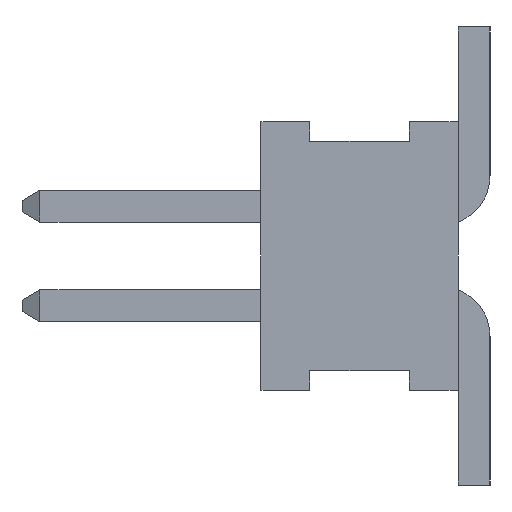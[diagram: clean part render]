
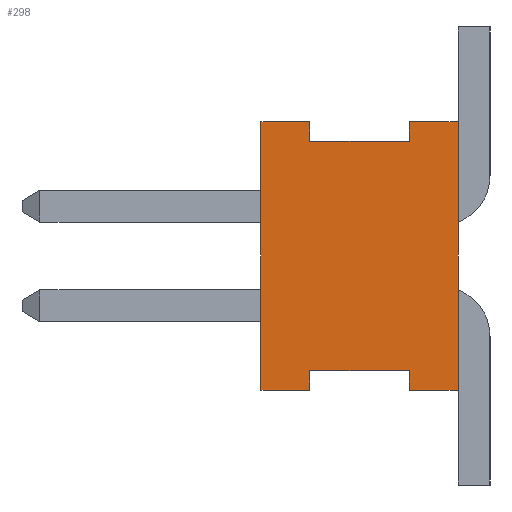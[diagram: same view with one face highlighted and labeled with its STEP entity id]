
A CAD part, left-side view. The second image highlights one B-rep face of the part: STEP entity #298.
In plain terms, the highlighted planar face has unit normal (-1, 0, 0).
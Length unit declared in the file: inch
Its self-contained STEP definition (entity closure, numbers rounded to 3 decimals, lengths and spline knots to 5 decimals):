
#298 = ADVANCED_FACE( '', ( #848 ), #849, .F. );
#848 = FACE_OUTER_BOUND( '', #1721, .T. );
#849 = PLANE( '', #1722 );
#1721 = EDGE_LOOP( '', ( #3181, #3182, #3183, #3184, #3185, #3186, #3187, #3188, #3189, #3190, #3191, #3192 ) );
#1722 = AXIS2_PLACEMENT_3D( '', #3193, #3194, #3195 );
#3181 = ORIENTED_EDGE( '', *, *, #6026, .F. );
#3182 = ORIENTED_EDGE( '', *, *, #6029, .F. );
#3183 = ORIENTED_EDGE( '', *, *, #5928, .T. );
#3184 = ORIENTED_EDGE( '', *, *, #6116, .T. );
#3185 = ORIENTED_EDGE( '', *, *, #5934, .F. );
#3186 = ORIENTED_EDGE( '', *, *, #6035, .F. );
#3187 = ORIENTED_EDGE( '', *, *, #6038, .F. );
#3188 = ORIENTED_EDGE( '', *, *, #6031, .F. );
#3189 = ORIENTED_EDGE( '', *, *, #6192, .F. );
#3190 = ORIENTED_EDGE( '', *, *, #6017, .F. );
#3191 = ORIENTED_EDGE( '', *, *, #5938, .T. );
#3192 = ORIENTED_EDGE( '', *, *, #6023, .F. );
#3193 = CARTESIAN_POINT( '', ( -0.25, 0.099, -0.0675 ) );
#3194 = DIRECTION( '', ( 1., 0., 0. ) );
#3195 = DIRECTION( '', ( 0., 0., -1. ) );
#5928 = EDGE_CURVE( '', #7088, #7089, #7090, .T. );
#5934 = EDGE_CURVE( '', #7099, #7101, #7102, .T. );
#5938 = EDGE_CURVE( '', #7109, #7107, #7110, .T. );
#6017 = EDGE_CURVE( '', #7109, #7264, #7265, .T. );
#6023 = EDGE_CURVE( '', #7274, #7107, #7275, .T. );
#6026 = EDGE_CURVE( '', #7279, #7274, #7280, .T. );
#6029 = EDGE_CURVE( '', #7088, #7279, #7284, .T. );
#6031 = EDGE_CURVE( '', #7286, #7287, #7288, .T. );
#6035 = EDGE_CURVE( '', #7294, #7099, #7295, .T. );
#6038 = EDGE_CURVE( '', #7287, #7294, #7299, .T. );
#6116 = EDGE_CURVE( '', #7089, #7101, #7450, .T. );
#6192 = EDGE_CURVE( '', #7264, #7286, #7526, .T. );
#7088 = VERTEX_POINT( '', #8989 );
#7089 = VERTEX_POINT( '', #8990 );
#7090 = LINE( '', #8991, #8992 );
#7099 = VERTEX_POINT( '', #9005 );
#7101 = VERTEX_POINT( '', #9008 );
#7102 = LINE( '', #9009, #9010 );
#7107 = VERTEX_POINT( '', #9017 );
#7109 = VERTEX_POINT( '', #9020 );
#7110 = LINE( '', #9021, #9022 );
#7264 = VERTEX_POINT( '', #9254 );
#7265 = LINE( '', #9255, #9256 );
#7274 = VERTEX_POINT( '', #9270 );
#7275 = LINE( '', #9271, #9272 );
#7279 = VERTEX_POINT( '', #9278 );
#7280 = LINE( '', #9279, #9280 );
#7284 = LINE( '', #9286, #9287 );
#7286 = VERTEX_POINT( '', #9290 );
#7287 = VERTEX_POINT( '', #9291 );
#7288 = LINE( '', #9292, #9293 );
#7294 = VERTEX_POINT( '', #9302 );
#7295 = LINE( '', #9303, #9304 );
#7299 = LINE( '', #9310, #9311 );
#7450 = LINE( '', #9539, #9540 );
#7526 = LINE( '', #9691, #9692 );
#8989 = CARTESIAN_POINT( '', ( -0.25, 0.0245, -0.0675 ) );
#8990 = CARTESIAN_POINT( '', ( -0.25, 0., -0.0675 ) );
#8991 = CARTESIAN_POINT( '', ( -0.25, 0.099, -0.0675 ) );
#8992 = VECTOR( '', #11968, 39.37008 );
#9005 = CARTESIAN_POINT( '', ( -0.25, 0.0245, 0.0675 ) );
#9008 = CARTESIAN_POINT( '', ( -0.25, 0., 0.0675 ) );
#9009 = CARTESIAN_POINT( '', ( -0.25, 0.099, 0.0675 ) );
#9010 = VECTOR( '', #11974, 39.37008 );
#9017 = CARTESIAN_POINT( '', ( -0.25, 0.0745, -0.0675 ) );
#9020 = CARTESIAN_POINT( '', ( -0.25, 0.099, -0.0675 ) );
#9021 = CARTESIAN_POINT( '', ( -0.25, 0.099, -0.0675 ) );
#9022 = VECTOR( '', #11978, 39.37008 );
#9254 = CARTESIAN_POINT( '', ( -0.25, 0.099, 0.0675 ) );
#9255 = CARTESIAN_POINT( '', ( -0.25, 0.099, -0.0675 ) );
#9256 = VECTOR( '', #12057, 39.37008 );
#9270 = CARTESIAN_POINT( '', ( -0.25, 0.0745, -0.0575 ) );
#9271 = CARTESIAN_POINT( '', ( -0.25, 0.0745, -0.0575 ) );
#9272 = VECTOR( '', #12063, 39.37008 );
#9278 = CARTESIAN_POINT( '', ( -0.25, 0.0245, -0.0575 ) );
#9279 = CARTESIAN_POINT( '', ( -0.25, 0.0245, -0.0575 ) );
#9280 = VECTOR( '', #12066, 39.37008 );
#9286 = CARTESIAN_POINT( '', ( -0.25, 0.0245, -0.0675 ) );
#9287 = VECTOR( '', #12069, 39.37008 );
#9290 = CARTESIAN_POINT( '', ( -0.25, 0.0745, 0.0675 ) );
#9291 = CARTESIAN_POINT( '', ( -0.25, 0.0745, 0.0575 ) );
#9292 = CARTESIAN_POINT( '', ( -0.25, 0.0745, 0.0675 ) );
#9293 = VECTOR( '', #12071, 39.37008 );
#9302 = CARTESIAN_POINT( '', ( -0.25, 0.0245, 0.0575 ) );
#9303 = CARTESIAN_POINT( '', ( -0.25, 0.0245, 0.0575 ) );
#9304 = VECTOR( '', #12075, 39.37008 );
#9310 = CARTESIAN_POINT( '', ( -0.25, 0.0745, 0.0575 ) );
#9311 = VECTOR( '', #12078, 39.37008 );
#9539 = CARTESIAN_POINT( '', ( -0.25, 0., -0.0675 ) );
#9540 = VECTOR( '', #12156, 39.37008 );
#9691 = CARTESIAN_POINT( '', ( -0.25, 0.099, 0.0675 ) );
#9692 = VECTOR( '', #12232, 39.37008 );
#11968 = DIRECTION( '', ( 0., -1., 0. ) );
#11974 = DIRECTION( '', ( 0., -1., 0. ) );
#11978 = DIRECTION( '', ( 0., -1., 0. ) );
#12057 = DIRECTION( '', ( 0., 0., 1. ) );
#12063 = DIRECTION( '', ( 0., 0., -1. ) );
#12066 = DIRECTION( '', ( 0., 1., 0. ) );
#12069 = DIRECTION( '', ( 0., 0., 1. ) );
#12071 = DIRECTION( '', ( 0., 0., -1. ) );
#12075 = DIRECTION( '', ( 0., 0., 1. ) );
#12078 = DIRECTION( '', ( 0., -1., 0. ) );
#12156 = DIRECTION( '', ( 0., 0., 1. ) );
#12232 = DIRECTION( '', ( 0., -1., 0. ) );
